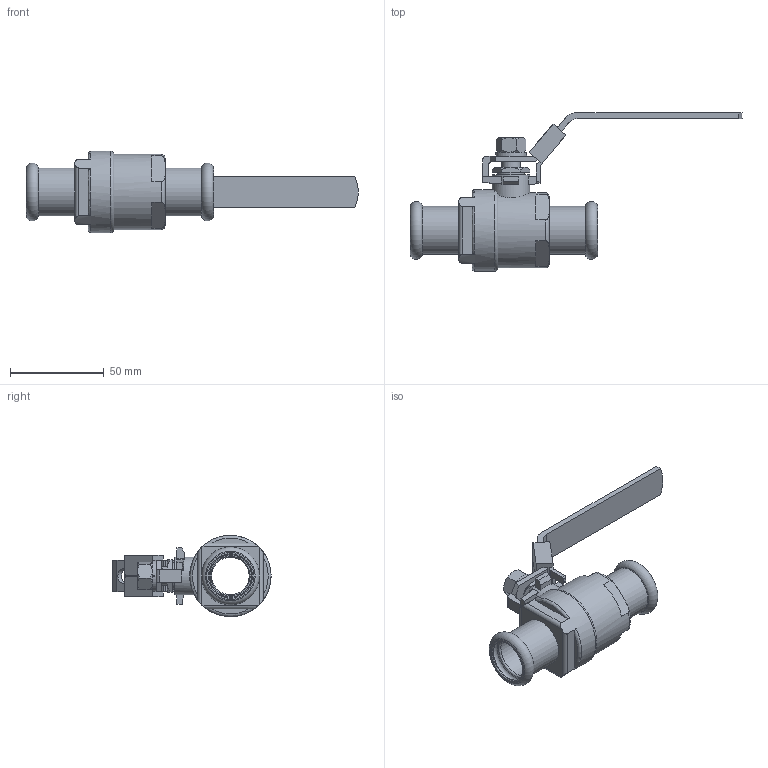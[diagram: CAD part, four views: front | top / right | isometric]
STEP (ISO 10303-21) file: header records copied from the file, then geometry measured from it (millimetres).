
FILE_DESCRIPTION(/* description */ ('Unknown'),/* implementation_level */ '2;1');
FILE_NAME(/* name */ '20210408-P-621-DN20',/* time_stamp */ '2021-04-08T18:06:25+08:00',/* author */ ('Unknown'),/* organization */ ('Unknown'),/* preprocessor_version */ 'ST-DEVELOPER v16.7',/* originating_system */ 'DEX',/* authorisation */ $);
FILE_SCHEMA (('AUTOMOTIVE_DESIGN {1 0 10303 214 3 1 1}'));
Length unit declared in the file: millimetre
Products named in the file (1): V-2AS DN20
Bounding box: 176.68 x 84.15 x 43.3 mm (x, y, z)
Volume: 71050.9 mm3; surface area: 30055.2 mm2
Topology: 1 solids, 1 shells, 257 faces, 752 edges, 481 vertices
Faces by surface type: plane 123, cylinder 56, cone 30, bspline 29, torus 19
Full cylindrical faces by diameter (mm): 8 x1, 10 x1, 10.5 x1, 14.39 x1, 20 x2, 22.3 x2, 22.7 x2, 25.5 x2, 40 x1, 43.3 x1
Entity records: 10881 total; most frequent: CARTESIAN_POINT 4682, ORIENTED_EDGE 1418, DIRECTION 1082, EDGE_CURVE 709, VERTEX_POINT 473, AXIS2_PLACEMENT_3D 389, EDGE_LOOP 310, FACE_BOUND 310
